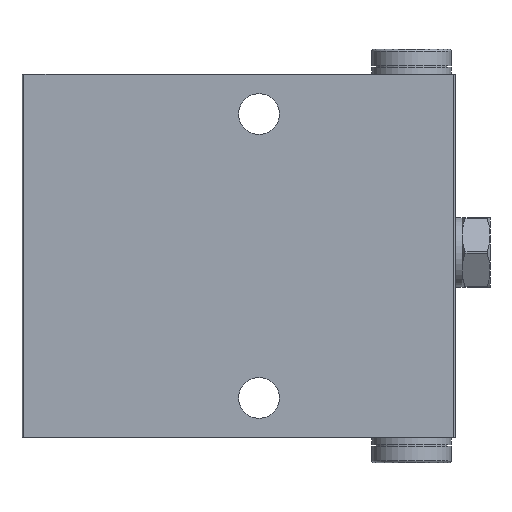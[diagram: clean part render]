
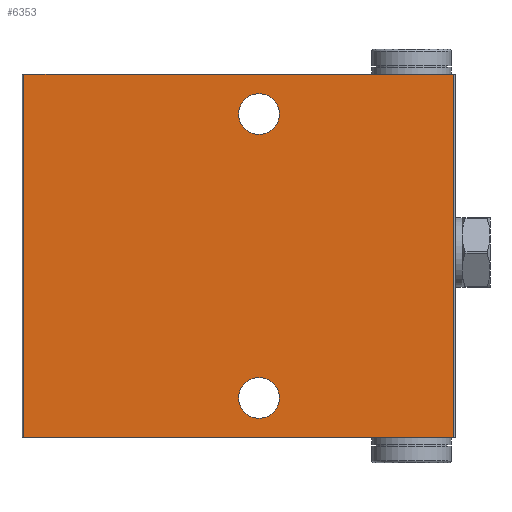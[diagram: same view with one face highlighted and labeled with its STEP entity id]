
A CAD part, front view. The second image highlights one B-rep face of the part: STEP entity #6353.
In plain terms, the highlighted planar face has unit normal (0, -1, 0).
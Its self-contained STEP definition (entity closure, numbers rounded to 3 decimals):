
#53=PLANE('',#7218);
#295=LINE('',#10261,#838);
#296=LINE('',#10267,#839);
#297=LINE('',#10269,#840);
#298=LINE('',#10271,#841);
#838=VECTOR('',#7936,1000.);
#839=VECTOR('',#7943,1000.);
#840=VECTOR('',#7944,1000.);
#841=VECTOR('',#7945,1000.);
#1474=CIRCLE('',#7219,2.05);
#1475=CIRCLE('',#7220,2.05);
#1784=ORIENTED_EDGE('',*,*,#3516,.F.);
#1785=ORIENTED_EDGE('',*,*,#3517,.F.);
#1786=ORIENTED_EDGE('',*,*,#3518,.F.);
#1787=ORIENTED_EDGE('',*,*,#3515,.F.);
#1788=ORIENTED_EDGE('',*,*,#3519,.T.);
#1789=ORIENTED_EDGE('',*,*,#3520,.T.);
#3515=EDGE_CURVE('',#4382,#4381,#295,.T.);
#3516=EDGE_CURVE('',#4383,#4383,#1474,.T.);
#3517=EDGE_CURVE('',#4384,#4384,#1475,.T.);
#3518=EDGE_CURVE('',#4381,#4385,#296,.T.);
#3519=EDGE_CURVE('',#4382,#4386,#297,.T.);
#3520=EDGE_CURVE('',#4386,#4385,#298,.T.);
#4381=VERTEX_POINT('',#10258);
#4382=VERTEX_POINT('',#10260);
#4383=VERTEX_POINT('',#10264);
#4384=VERTEX_POINT('',#10266);
#4385=VERTEX_POINT('',#10268);
#4386=VERTEX_POINT('',#10270);
#5064=EDGE_LOOP('',(#1784));
#5065=EDGE_LOOP('',(#1785));
#5066=EDGE_LOOP('',(#1786,#1787,#1788,#1789));
#5667=FACE_BOUND('',#5064,.T.);
#5668=FACE_BOUND('',#5065,.T.);
#5669=FACE_BOUND('',#5066,.T.);
#6353=ADVANCED_FACE('',(#5667,#5668,#5669),#53,.T.);
#7218=AXIS2_PLACEMENT_3D('',#10262,#7937,#7938);
#7219=AXIS2_PLACEMENT_3D('',#10263,#7939,#7940);
#7220=AXIS2_PLACEMENT_3D('',#10265,#7941,#7942);
#7936=DIRECTION('',(0.,0.,1.));
#7937=DIRECTION('',(0.,-1.,0.));
#7938=DIRECTION('',(0.,0.,-1.));
#7939=DIRECTION('',(0.,-1.,0.));
#7940=DIRECTION('',(0.,0.,-1.));
#7941=DIRECTION('',(0.,-1.,0.));
#7942=DIRECTION('',(0.,0.,-1.));
#7943=DIRECTION('',(1.,0.,0.));
#7944=DIRECTION('',(1.,0.,0.));
#7945=DIRECTION('',(0.,0.,1.));
#10258=CARTESIAN_POINT('',(-24.65,0.,0.));
#10260=CARTESIAN_POINT('',(-24.65,0.,-36.5));
#10261=CARTESIAN_POINT('',(-24.65,0.,-36.5));
#10262=CARTESIAN_POINT('',(-24.65,0.,-36.5));
#10263=CARTESIAN_POINT('',(-5.15,0.,-32.5));
#10264=CARTESIAN_POINT('',(-5.15,0.,-34.55));
#10265=CARTESIAN_POINT('',(-5.15,0.,-4.));
#10266=CARTESIAN_POINT('',(-5.15,0.,-6.05));
#10267=CARTESIAN_POINT('',(-24.65,0.,0.));
#10268=CARTESIAN_POINT('',(18.45,0.,0.));
#10269=CARTESIAN_POINT('',(-24.65,0.,-36.5));
#10270=CARTESIAN_POINT('',(18.45,0.,-36.5));
#10271=CARTESIAN_POINT('',(18.45,0.,-36.5));
